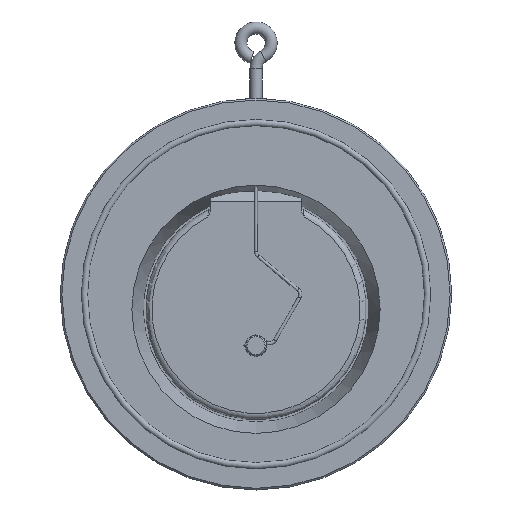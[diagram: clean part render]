
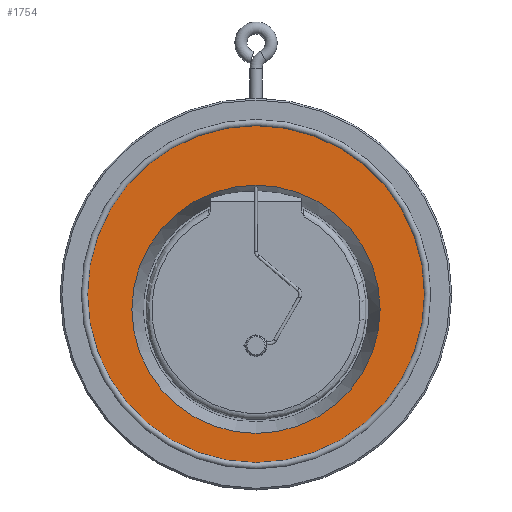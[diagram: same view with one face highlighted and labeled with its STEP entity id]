
A CAD part, top view. The second image highlights one B-rep face of the part: STEP entity #1754.
In plain terms, the highlighted planar face has unit normal (0, 0, 1).
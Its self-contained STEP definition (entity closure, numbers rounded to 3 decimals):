
#16 = AXIS2_PLACEMENT_3D ( 'NONE', #508, #506, #499 ) ;
#75 = VERTEX_POINT ( 'NONE', #1290 ) ;
#274 = EDGE_CURVE ( 'NONE', #329, #329, #455, .T. ) ;
#329 = VERTEX_POINT ( 'NONE', #1876 ) ;
#449 = EDGE_LOOP ( 'NONE', ( #829 ) ) ;
#455 = CIRCLE ( 'NONE', #1763, 61.656 ) ;
#499 = DIRECTION ( 'NONE',  ( -1., 0., 0. ) ) ;
#506 = DIRECTION ( 'NONE',  ( 0., 0., -1. ) ) ;
#508 = CARTESIAN_POINT ( 'NONE',  ( 0., 0., 0. ) ) ;
#572 = DIRECTION ( 'NONE',  ( 0., -1., 0. ) ) ;
#636 = FACE_OUTER_BOUND ( 'NONE', #1904, .T. ) ;
#770 = FACE_BOUND ( 'NONE', #449, .T. ) ;
#804 = EDGE_CURVE ( 'NONE', #75, #75, #929, .T. ) ;
#829 = ORIENTED_EDGE ( 'NONE', *, *, #274, .F. ) ;
#929 = CIRCLE ( 'NONE', #16, 83.72 ) ;
#992 = CARTESIAN_POINT ( 'NONE',  ( 0., 0., 0. ) ) ;
#1020 = DIRECTION ( 'NONE',  ( 0., 0., 1. ) ) ;
#1047 = PLANE ( 'NONE',  #1732 ) ;
#1059 = DIRECTION ( 'NONE',  ( 1., 0., 0. ) ) ;
#1290 = CARTESIAN_POINT ( 'NONE',  ( -83.72, 0., 0. ) ) ;
#1327 = DIRECTION ( 'NONE',  ( 0., 0., 1. ) ) ;
#1392 = CARTESIAN_POINT ( 'NONE',  ( 0., -7.5, 0. ) ) ;
#1579 = ORIENTED_EDGE ( 'NONE', *, *, #804, .F. ) ;
#1732 = AXIS2_PLACEMENT_3D ( 'NONE', #992, #1020, #1059 ) ;
#1754 = ADVANCED_FACE ( 'NONE', ( #770, #636 ), #1047, .T. ) ;
#1763 = AXIS2_PLACEMENT_3D ( 'NONE', #1392, #1327, #572 ) ;
#1876 = CARTESIAN_POINT ( 'NONE',  ( 0., -69.156, 0. ) ) ;
#1904 = EDGE_LOOP ( 'NONE', ( #1579 ) ) ;
